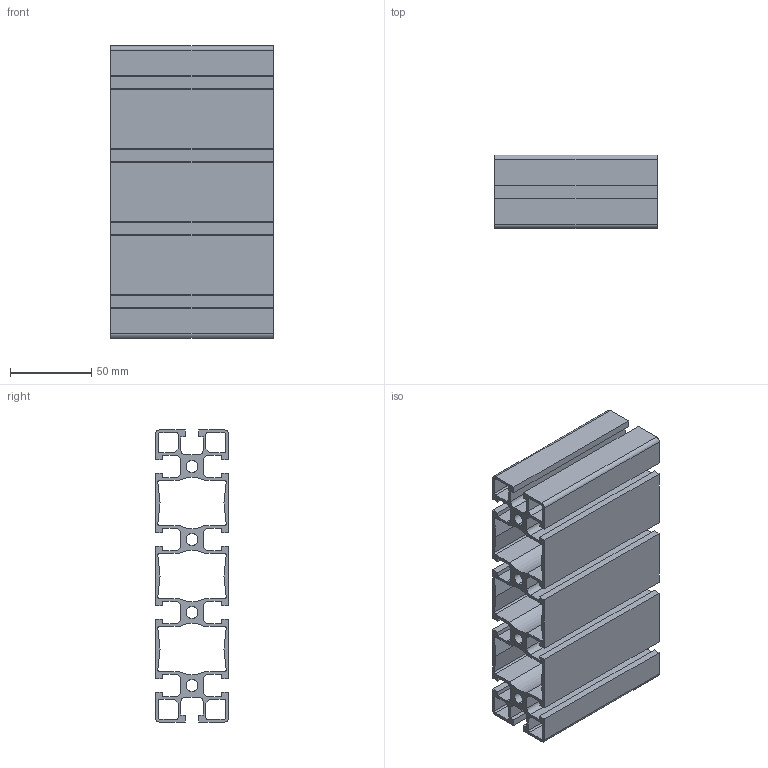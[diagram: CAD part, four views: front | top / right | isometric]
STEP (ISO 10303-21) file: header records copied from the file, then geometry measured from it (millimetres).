
FILE_DESCRIPTION (( 'STEP AP214' ), '1' );
FILE_NAME ('084.101.022.STEP', '2020-07-23T07:18:38', ( '' ), ( '' ), 'SwSTEP 2.0', 'SolidWorks 2018', '' );
FILE_SCHEMA (( 'AUTOMOTIVE_DESIGN' ));
Length unit declared in the file: millimetre
Products named in the file (1): 084.101.022
Bounding box: 100 x 45 x 180 mm (x, y, z)
Volume: 197260.7 mm3; surface area: 157142.1 mm2
Topology: 1 solids, 1 shells, 195 faces, 579 edges, 386 vertices
Faces by surface type: plane 130, cylinder 65
Entity records: 6601 total; most frequent: CARTESIAN_POINT 1161, ORIENTED_EDGE 1158, DIRECTION 1101, EDGE_CURVE 579, LINE 449, VECTOR 449, VERTEX_POINT 386, AXIS2_PLACEMENT_3D 326
